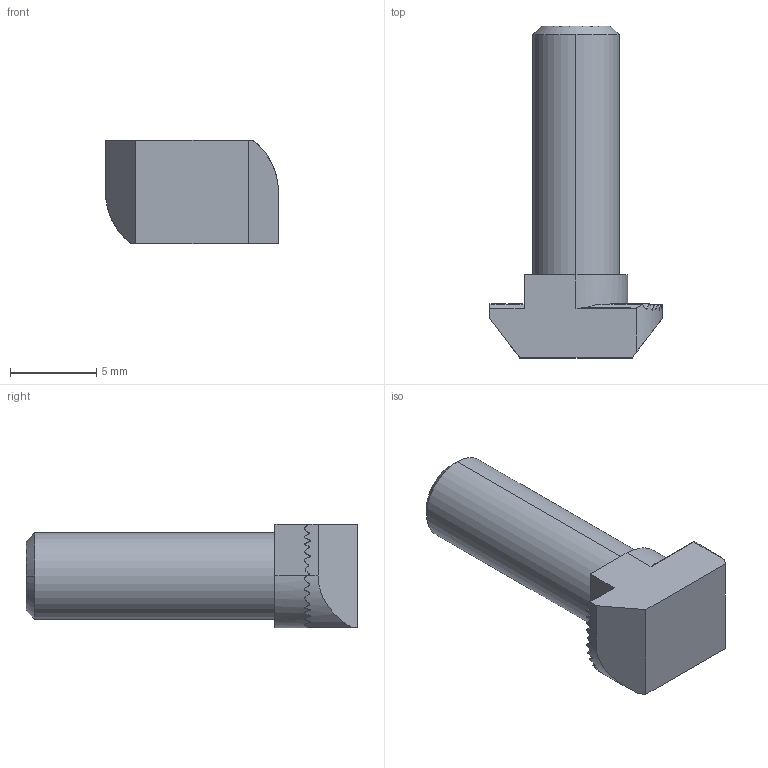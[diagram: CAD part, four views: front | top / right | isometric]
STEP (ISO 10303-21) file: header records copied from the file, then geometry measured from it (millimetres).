
FILE_DESCRIPTION (( 'STEP AP214' ), '1' );
FILE_NAME ('1746285815277.step', '2025-05-03T15:13:22', ( 'EC2' ), ( 'Amazon.com' ), 'FaSTEP 2.0', 'Forface 3D 2020', '' );
FILE_SCHEMA (( 'AUTOMOTIVE_DESIGN' ));
Length unit declared in the file: millimetre
Products named in the file (1): 1746285815277
Bounding box: 10 x 19.2 x 6 mm (x, y, z)
Volume: 503.1 mm3; surface area: 463.8 mm2
Topology: 1 solids, 1 shells, 25 faces, 66 edges, 44 vertices
Faces by surface type: plane 11, cylinder 10, cone 2, bspline 2
Entity records: 1790 total; most frequent: CARTESIAN_POINT 879, ORIENTED_EDGE 132, DIRECTION 114, EDGE_CURVE 66, VERTEX_POINT 44, LINE 38, VECTOR 38, AXIS2_PLACEMENT_3D 38
